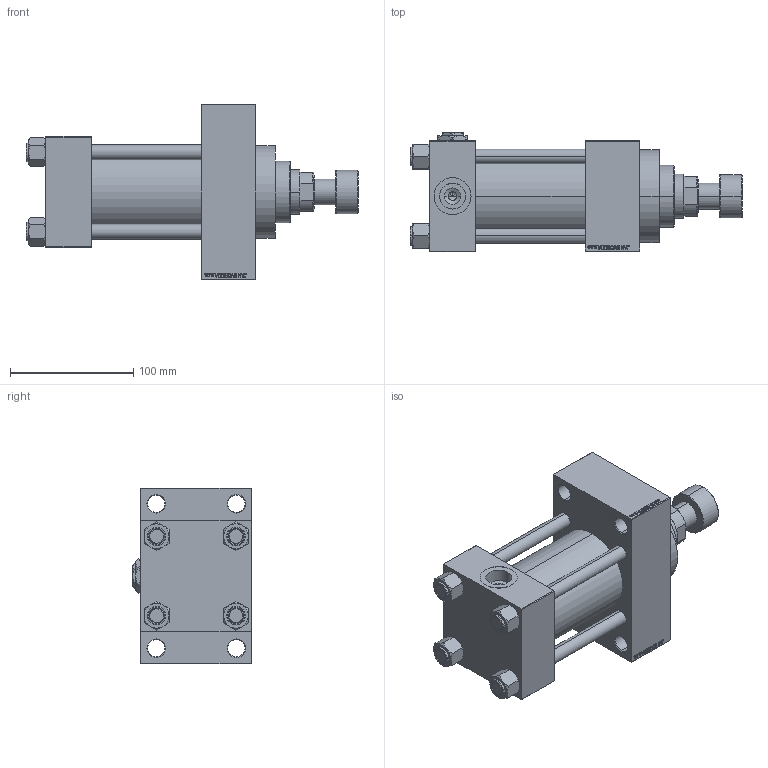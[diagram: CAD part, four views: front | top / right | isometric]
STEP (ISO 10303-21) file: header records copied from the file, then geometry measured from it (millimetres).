
FILE_DESCRIPTION (( 'STEP AP203' ), '1' );
FILE_NAME ('972a.STEP', '2024-02-01T09:14:18', ( '' ), ( '' ), 'SwSTEP 2.0', 'SolidWorks 2019', '' );
FILE_SCHEMA (( 'CONFIG_CONTROL_DESIGN' ));
Length unit declared in the file: millimetre
Products named in the file (8): V215CD_VC_A a54e5c7db7c84a14c820a7d00bed01f8; 972a; V215CD_D_Body a54e5c7db7c84a14c820a7d00bed01f8; V215CD_D_TYCINKA a54e5c7db7c84a14c820a7d00bed01f8; V215CR_ROD_END_F a54e5c7db7c84a14c820a7d00bed01f8; V215CD_NUT_M5_D a54e5c7db7c84a14c820a7d00bed01f8; V215CD_VCP_D a54e5c7db7c84a14c820a7d00bed01f8; Zatka_pro_OIL_PORT a54e5c7db7c84a14c820a7d00bed01f8
Assembly tree (13 placements, depth 2):
  972a
    V215CD_D_Body a54e5c7db7c84a14c820a7d00bed01f8
    V215CD_VC_A a54e5c7db7c84a14c820a7d00bed01f8
    V215CD_VCP_D a54e5c7db7c84a14c820a7d00bed01f8
    V215CD_D_TYCINKA a54e5c7db7c84a14c820a7d00bed01f8  x4
    V215CD_NUT_M5_D a54e5c7db7c84a14c820a7d00bed01f8  x4
    V215CR_ROD_END_F a54e5c7db7c84a14c820a7d00bed01f8
    Zatka_pro_OIL_PORT a54e5c7db7c84a14c820a7d00bed01f8
Bounding box: 269 x 97 x 142 mm (x, y, z)
Volume: 1195542.1 mm3; surface area: 234480.4 mm2
Topology: 13 solids, 13 shells, 1170 faces, 2898 edges, 1870 vertices
Faces by surface type: plane 525, bspline 368, cone 166, cylinder 99, torus 12
Entity records: 49432 total; most frequent: CARTESIAN_POINT 25653, ORIENTED_EDGE 5288, DIRECTION 3486, EDGE_CURVE 2644, VERTEX_POINT 1726, LINE 1552, VECTOR 1552, EDGE_LOOP 1188
